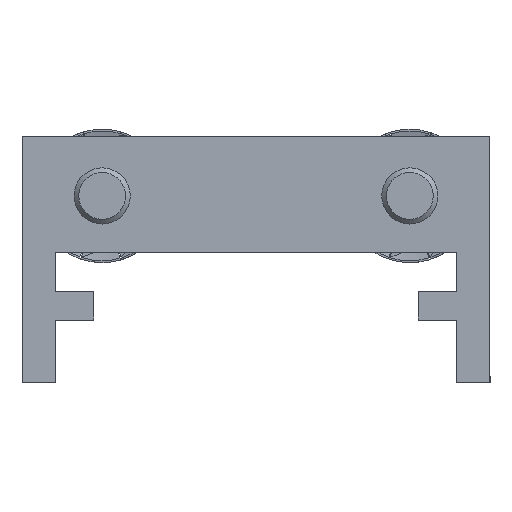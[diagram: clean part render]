
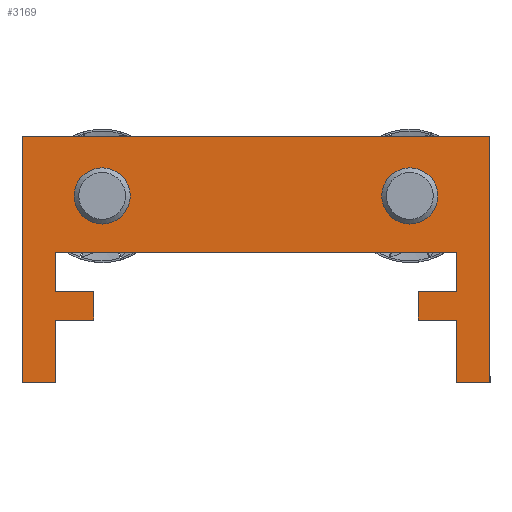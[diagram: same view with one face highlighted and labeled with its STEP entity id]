
A CAD part, front view. The second image highlights one B-rep face of the part: STEP entity #3169.
In plain terms, the highlighted face is planar.
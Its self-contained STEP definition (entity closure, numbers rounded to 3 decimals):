
#181=PLANE('',#3416);
#286=LINE('',#4799,#558);
#298=LINE('',#4826,#570);
#300=LINE('',#4830,#572);
#302=LINE('',#4834,#574);
#304=LINE('',#4839,#576);
#307=LINE('',#4844,#579);
#309=LINE('',#4848,#581);
#310=LINE('',#4851,#582);
#313=LINE('',#4856,#585);
#314=LINE('',#4859,#586);
#317=LINE('',#4864,#589);
#319=LINE('',#4868,#591);
#321=LINE('',#4872,#593);
#322=LINE('',#4874,#594);
#323=LINE('',#4875,#595);
#324=LINE('',#4876,#596);
#558=VECTOR('',#3791,10.);
#570=VECTOR('',#3809,10.);
#572=VECTOR('',#3813,10.);
#574=VECTOR('',#3817,10.);
#576=VECTOR('',#3821,10.);
#579=VECTOR('',#3826,10.);
#581=VECTOR('',#3830,10.);
#582=VECTOR('',#3833,10.);
#585=VECTOR('',#3838,10.);
#586=VECTOR('',#3841,10.);
#589=VECTOR('',#3846,10.);
#591=VECTOR('',#3850,10.);
#593=VECTOR('',#3854,10.);
#594=VECTOR('',#3857,10.);
#595=VECTOR('',#3858,10.);
#596=VECTOR('',#3859,10.);
#852=FACE_BOUND('',#1080,.T.);
#853=FACE_BOUND('',#1081,.T.);
#889=FACE_OUTER_BOUND('',#1079,.T.);
#1079=EDGE_LOOP('',(#2243,#2244,#2245,#2246,#2247,#2248,#2249,#2250,#2251,
#2252,#2253,#2254,#2255,#2256,#2257,#2258));
#1080=EDGE_LOOP('',(#2259));
#1081=EDGE_LOOP('',(#2260));
#1261=CIRCLE('',#3386,0.98);
#1263=CIRCLE('',#3389,0.98);
#1352=VERTEX_POINT('',#4727);
#1354=VERTEX_POINT('',#4732);
#1374=VERTEX_POINT('',#4796);
#1375=VERTEX_POINT('',#4798);
#1383=VERTEX_POINT('',#4822);
#1384=VERTEX_POINT('',#4824);
#1385=VERTEX_POINT('',#4828);
#1386=VERTEX_POINT('',#4832);
#1387=VERTEX_POINT('',#4836);
#1388=VERTEX_POINT('',#4838);
#1389=VERTEX_POINT('',#4842);
#1390=VERTEX_POINT('',#4846);
#1391=VERTEX_POINT('',#4850);
#1392=VERTEX_POINT('',#4854);
#1393=VERTEX_POINT('',#4858);
#1394=VERTEX_POINT('',#4862);
#1395=VERTEX_POINT('',#4866);
#1396=VERTEX_POINT('',#4870);
#1663=EDGE_CURVE('',#1352,#1352,#1261,.T.);
#1665=EDGE_CURVE('',#1354,#1354,#1263,.T.);
#1689=EDGE_CURVE('',#1374,#1375,#286,.T.);
#1702=EDGE_CURVE('',#1383,#1384,#298,.T.);
#1704=EDGE_CURVE('',#1383,#1385,#300,.T.);
#1706=EDGE_CURVE('',#1386,#1384,#302,.T.);
#1708=EDGE_CURVE('',#1387,#1388,#304,.T.);
#1711=EDGE_CURVE('',#1389,#1387,#307,.T.);
#1713=EDGE_CURVE('',#1388,#1390,#309,.T.);
#1714=EDGE_CURVE('',#1391,#1385,#310,.T.);
#1717=EDGE_CURVE('',#1392,#1389,#313,.T.);
#1718=EDGE_CURVE('',#1390,#1393,#314,.T.);
#1721=EDGE_CURVE('',#1393,#1394,#317,.T.);
#1723=EDGE_CURVE('',#1386,#1395,#319,.T.);
#1725=EDGE_CURVE('',#1396,#1395,#321,.T.);
#1726=EDGE_CURVE('',#1375,#1396,#322,.T.);
#1727=EDGE_CURVE('',#1374,#1394,#323,.T.);
#1728=EDGE_CURVE('',#1391,#1392,#324,.T.);
#2243=ORIENTED_EDGE('',*,*,#1726,.F.);
#2244=ORIENTED_EDGE('',*,*,#1689,.F.);
#2245=ORIENTED_EDGE('',*,*,#1727,.T.);
#2246=ORIENTED_EDGE('',*,*,#1721,.F.);
#2247=ORIENTED_EDGE('',*,*,#1718,.F.);
#2248=ORIENTED_EDGE('',*,*,#1713,.F.);
#2249=ORIENTED_EDGE('',*,*,#1708,.F.);
#2250=ORIENTED_EDGE('',*,*,#1711,.F.);
#2251=ORIENTED_EDGE('',*,*,#1717,.F.);
#2252=ORIENTED_EDGE('',*,*,#1728,.F.);
#2253=ORIENTED_EDGE('',*,*,#1714,.T.);
#2254=ORIENTED_EDGE('',*,*,#1704,.F.);
#2255=ORIENTED_EDGE('',*,*,#1702,.T.);
#2256=ORIENTED_EDGE('',*,*,#1706,.F.);
#2257=ORIENTED_EDGE('',*,*,#1723,.T.);
#2258=ORIENTED_EDGE('',*,*,#1725,.F.);
#2259=ORIENTED_EDGE('',*,*,#1663,.T.);
#2260=ORIENTED_EDGE('',*,*,#1665,.T.);
#3169=ADVANCED_FACE('',(#889,#852,#853),#181,.T.);
#3386=AXIS2_PLACEMENT_3D('',#4728,#3746,#3747);
#3389=AXIS2_PLACEMENT_3D('',#4733,#3752,#3753);
#3416=AXIS2_PLACEMENT_3D('',#4873,#3855,#3856);
#3746=DIRECTION('center_axis',(0.,-1.,0.));
#3747=DIRECTION('ref_axis',(1.,0.,0.));
#3752=DIRECTION('center_axis',(0.,-1.,0.));
#3753=DIRECTION('ref_axis',(1.,0.,0.));
#3791=DIRECTION('',(-1.,0.,0.));
#3809=DIRECTION('',(0.,0.,-1.));
#3813=DIRECTION('',(-1.,0.,0.));
#3817=DIRECTION('',(1.,0.,0.));
#3821=DIRECTION('',(0.,0.,-1.));
#3826=DIRECTION('',(-1.,0.,0.));
#3830=DIRECTION('',(1.,0.,0.));
#3833=DIRECTION('',(0.,0.,-1.));
#3838=DIRECTION('',(0.,0.,-1.));
#3841=DIRECTION('',(0.,0.,-1.));
#3846=DIRECTION('',(1.,0.,0.));
#3850=DIRECTION('',(0.,0.,-1.));
#3854=DIRECTION('',(1.,0.,0.));
#3855=DIRECTION('center_axis',(0.,1.,0.));
#3856=DIRECTION('ref_axis',(-1.,0.,0.));
#3857=DIRECTION('',(0.,0.,-1.));
#3858=DIRECTION('',(0.,0.,-1.));
#3859=DIRECTION('',(1.,0.,0.));
#4727=CARTESIAN_POINT('',(-5.595,4.37,2.405));
#4728=CARTESIAN_POINT('Origin',(-6.575,4.37,2.405));
#4732=CARTESIAN_POINT('',(7.555,4.37,2.405));
#4733=CARTESIAN_POINT('Origin',(6.575,4.37,2.405));
#4796=CARTESIAN_POINT('',(10.,4.37,4.95));
#4798=CARTESIAN_POINT('',(-10.,4.37,4.95));
#4799=CARTESIAN_POINT('',(-10.,4.37,4.95));
#4822=CARTESIAN_POINT('',(-6.93,4.37,-1.68));
#4824=CARTESIAN_POINT('',(-6.93,4.37,-2.9));
#4826=CARTESIAN_POINT('',(-6.93,4.37,-1.68));
#4828=CARTESIAN_POINT('',(-8.57,4.37,-1.68));
#4830=CARTESIAN_POINT('',(-6.93,4.37,-1.68));
#4832=CARTESIAN_POINT('',(-8.57,4.37,-2.9));
#4834=CARTESIAN_POINT('',(-6.93,4.37,-2.9));
#4836=CARTESIAN_POINT('',(6.93,4.37,-1.68));
#4838=CARTESIAN_POINT('',(6.93,4.37,-2.9));
#4839=CARTESIAN_POINT('',(6.93,4.37,-1.68));
#4842=CARTESIAN_POINT('',(8.57,4.37,-1.68));
#4844=CARTESIAN_POINT('',(8.57,4.37,-1.68));
#4846=CARTESIAN_POINT('',(8.57,4.37,-2.9));
#4848=CARTESIAN_POINT('',(8.57,4.37,-2.9));
#4850=CARTESIAN_POINT('',(-8.57,4.37,0.));
#4851=CARTESIAN_POINT('',(-8.57,4.37,0.));
#4854=CARTESIAN_POINT('',(8.57,4.37,0.));
#4856=CARTESIAN_POINT('',(8.57,4.37,0.));
#4858=CARTESIAN_POINT('',(8.57,4.37,-5.58));
#4859=CARTESIAN_POINT('',(8.57,4.37,0.));
#4862=CARTESIAN_POINT('',(10.,4.37,-5.58));
#4864=CARTESIAN_POINT('',(8.57,4.37,-5.58));
#4866=CARTESIAN_POINT('',(-8.57,4.37,-5.58));
#4868=CARTESIAN_POINT('',(-8.57,4.37,0.));
#4870=CARTESIAN_POINT('',(-10.,4.37,-5.58));
#4872=CARTESIAN_POINT('',(-10.,4.37,-5.58));
#4873=CARTESIAN_POINT('Origin',(10.,4.37,0.));
#4874=CARTESIAN_POINT('',(-10.,4.37,0.));
#4875=CARTESIAN_POINT('',(10.,4.37,0.));
#4876=CARTESIAN_POINT('',(-10.,4.37,0.));
